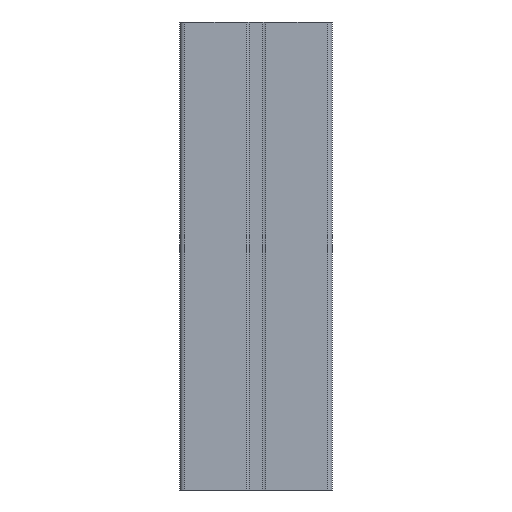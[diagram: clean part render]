
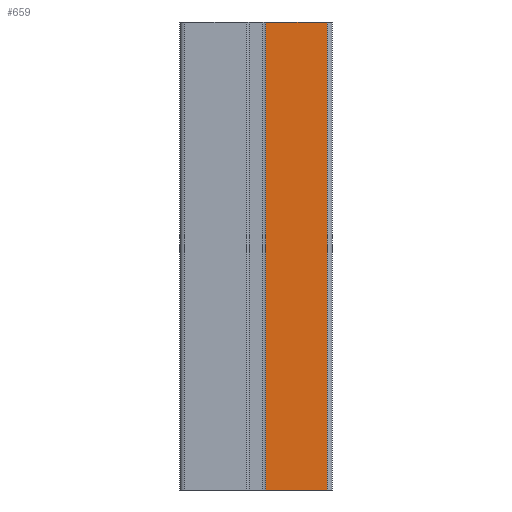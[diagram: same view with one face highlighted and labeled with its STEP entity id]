
A CAD part, left-side view. The second image highlights one B-rep face of the part: STEP entity #659.
In plain terms, the highlighted planar face has unit normal (-1, 0, 0).
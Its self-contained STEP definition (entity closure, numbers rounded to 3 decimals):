
#53=FACE_OUTER_BOUND('',#87,.T.);
#87=EDGE_LOOP('',(#499,#500,#501,#502));
#133=LINE('',#1013,#213);
#135=LINE('',#1017,#215);
#152=LINE('',#1063,#232);
#153=LINE('',#1064,#233);
#213=VECTOR('',#822,10.);
#215=VECTOR('',#826,10.);
#232=VECTOR('',#857,10.);
#233=VECTOR('',#858,10.);
#289=VERTEX_POINT('',#1010);
#290=VERTEX_POINT('',#1012);
#291=VERTEX_POINT('',#1016);
#313=VERTEX_POINT('',#1062);
#361=EDGE_CURVE('',#290,#289,#133,.T.);
#363=EDGE_CURVE('',#291,#290,#135,.T.);
#386=EDGE_CURVE('',#313,#289,#152,.T.);
#387=EDGE_CURVE('',#313,#291,#153,.T.);
#499=ORIENTED_EDGE('',*,*,#361,.T.);
#500=ORIENTED_EDGE('',*,*,#386,.F.);
#501=ORIENTED_EDGE('',*,*,#387,.T.);
#502=ORIENTED_EDGE('',*,*,#363,.T.);
#631=PLANE('',#739);
#659=ADVANCED_FACE('',(#53),#631,.T.);
#739=AXIS2_PLACEMENT_3D('',#1061,#855,#856);
#822=DIRECTION('',(0.,0.,-1.));
#826=DIRECTION('',(0.,1.,0.));
#855=DIRECTION('center_axis',(-1.,0.,0.));
#856=DIRECTION('ref_axis',(0.,-1.,0.));
#857=DIRECTION('',(0.,1.,0.));
#858=DIRECTION('',(0.,0.,1.));
#1010=CARTESIAN_POINT('',(-32.5,-4.1,0.));
#1012=CARTESIAN_POINT('',(-32.5,-4.1,200.));
#1013=CARTESIAN_POINT('',(-32.5,-4.1,0.));
#1016=CARTESIAN_POINT('',(-32.5,-30.5,200.));
#1017=CARTESIAN_POINT('',(-32.5,15.25,200.));
#1061=CARTESIAN_POINT('Origin',(-32.5,30.5,0.));
#1062=CARTESIAN_POINT('',(-32.5,-30.5,0.));
#1063=CARTESIAN_POINT('',(-32.5,15.25,0.));
#1064=CARTESIAN_POINT('',(-32.5,-30.5,0.));
